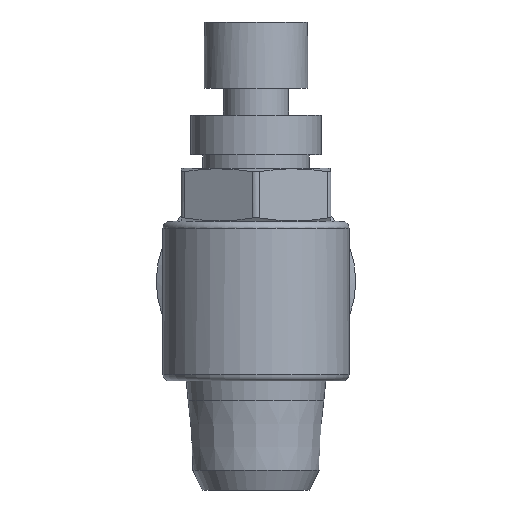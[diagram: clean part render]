
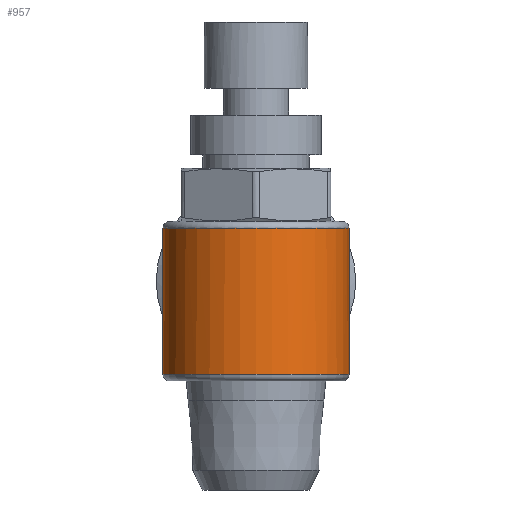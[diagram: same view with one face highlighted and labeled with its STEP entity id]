
A CAD part, left-side view. The second image highlights one B-rep face of the part: STEP entity #957.
In plain terms, the highlighted cylindrical face has radius 7 mm (diameter 14 mm), a full revolution.
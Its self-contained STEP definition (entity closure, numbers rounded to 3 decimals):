
#29=B_SPLINE_CURVE_WITH_KNOTS('',3,(#1393,#1394,#1395,#1396,#1397,#1398,
#1399,#1400,#1401,#1402,#1403,#1404),.UNSPECIFIED.,.F.,.F.,(4,2,2,2,2,4),
(-4.661,-4.486,-3.365,-2.243,
-1.122,-1.011),.UNSPECIFIED.);
#32=B_SPLINE_CURVE_WITH_KNOTS('',3,(#1442,#1443,#1444,#1445,#1446,#1447,
#1448,#1449,#1450,#1451,#1452,#1453),.UNSPECIFIED.,.F.,.F.,(4,2,2,2,2,4),
(18.706,18.817,19.939,21.06,22.182,
22.357),.UNSPECIFIED.);
#33=B_SPLINE_CURVE_WITH_KNOTS('',3,(#1458,#1459,#1460,#1461,#1462,#1463,
#1464,#1465,#1466,#1467,#1468,#1469,#1470,#1471,#1472,#1473,#1474,#1475,
#1476,#1477,#1478,#1479,#1480,#1481,#1482,#1483,#1484,#1485,#1486,#1487,
#1488,#1489,#1490,#1491),.UNSPECIFIED.,.F.,.F.,(4,2,2,2,2,2,2,2,2,2,2,2,
2,2,2,2,4),(1.011,1.122,2.243,3.365,
4.486,5.577,6.667,7.757,8.848,
9.938,11.029,12.119,13.209,14.331,
15.452,16.574,16.685),.UNSPECIFIED.);
#66=CYLINDRICAL_SURFACE('',#1064,7.);
#129=FACE_OUTER_BOUND('',#196,.T.);
#196=EDGE_LOOP('',(#846,#847,#848,#849,#850,#851,#852,#853,#854,#855,#856,
#857,#858,#859));
#222=LINE('',#1354,#273);
#230=LINE('',#1495,#281);
#270=LINE('',#1847,#321);
#273=VECTOR('',#1081,1.);
#281=VECTOR('',#1113,1.);
#321=VECTOR('',#1327,7.);
#322=CIRCLE('',#964,7.);
#323=CIRCLE('',#967,7.);
#330=CIRCLE('',#979,7.);
#331=CIRCLE('',#981,7.);
#367=CIRCLE('',#1063,7.);
#368=CIRCLE('',#1065,7.);
#369=CIRCLE('',#1066,7.);
#371=VERTEX_POINT('',#1342);
#372=VERTEX_POINT('',#1343);
#375=VERTEX_POINT('',#1353);
#377=VERTEX_POINT('',#1361);
#386=VERTEX_POINT('',#1392);
#391=VERTEX_POINT('',#1426);
#392=VERTEX_POINT('',#1441);
#393=VERTEX_POINT('',#1456);
#394=VERTEX_POINT('',#1493);
#395=VERTEX_POINT('',#1494);
#459=VERTEX_POINT('',#1842);
#460=VERTEX_POINT('',#1846);
#461=EDGE_CURVE('',#371,#372,#322,.T.);
#465=EDGE_CURVE('',#372,#375,#222,.T.);
#468=EDGE_CURVE('',#375,#377,#323,.T.);
#480=EDGE_CURVE('',#386,#371,#29,.T.);
#486=EDGE_CURVE('',#392,#391,#32,.T.);
#489=EDGE_CURVE('',#377,#393,#33,.T.);
#490=EDGE_CURVE('',#394,#395,#230,.T.);
#493=EDGE_CURVE('',#393,#394,#330,.T.);
#494=EDGE_CURVE('',#395,#392,#331,.T.);
#593=EDGE_CURVE('',#459,#459,#367,.T.);
#594=EDGE_CURVE('',#459,#460,#270,.T.);
#595=EDGE_CURVE('',#386,#460,#368,.T.);
#596=EDGE_CURVE('',#460,#391,#369,.T.);
#846=ORIENTED_EDGE('',*,*,#593,.F.);
#847=ORIENTED_EDGE('',*,*,#594,.T.);
#848=ORIENTED_EDGE('',*,*,#595,.F.);
#849=ORIENTED_EDGE('',*,*,#480,.T.);
#850=ORIENTED_EDGE('',*,*,#461,.T.);
#851=ORIENTED_EDGE('',*,*,#465,.T.);
#852=ORIENTED_EDGE('',*,*,#468,.T.);
#853=ORIENTED_EDGE('',*,*,#489,.T.);
#854=ORIENTED_EDGE('',*,*,#493,.T.);
#855=ORIENTED_EDGE('',*,*,#490,.T.);
#856=ORIENTED_EDGE('',*,*,#494,.T.);
#857=ORIENTED_EDGE('',*,*,#486,.T.);
#858=ORIENTED_EDGE('',*,*,#596,.F.);
#859=ORIENTED_EDGE('',*,*,#594,.F.);
#957=ADVANCED_FACE('',(#129),#66,.T.);
#964=AXIS2_PLACEMENT_3D('',#1344,#1075,#1076);
#967=AXIS2_PLACEMENT_3D('',#1362,#1085,#1086);
#979=AXIS2_PLACEMENT_3D('',#1499,#1118,#1119);
#981=AXIS2_PLACEMENT_3D('',#1501,#1122,#1123);
#1063=AXIS2_PLACEMENT_3D('',#1844,#1323,#1324);
#1064=AXIS2_PLACEMENT_3D('',#1845,#1325,#1326);
#1065=AXIS2_PLACEMENT_3D('',#1848,#1328,#1329);
#1066=AXIS2_PLACEMENT_3D('',#1849,#1330,#1331);
#1075=DIRECTION('center_axis',(0.,0.,1.));
#1076=DIRECTION('ref_axis',(1.,0.,0.));
#1081=DIRECTION('',(0.,0.,-1.));
#1085=DIRECTION('center_axis',(0.,0.,-1.));
#1086=DIRECTION('ref_axis',(1.,0.,0.));
#1113=DIRECTION('',(0.,0.,1.));
#1118=DIRECTION('center_axis',(0.,0.,-1.));
#1119=DIRECTION('ref_axis',(1.,0.,0.));
#1122=DIRECTION('center_axis',(0.,0.,1.));
#1123=DIRECTION('ref_axis',(1.,0.,0.));
#1323=DIRECTION('center_axis',(0.,0.,-1.));
#1324=DIRECTION('ref_axis',(-1.,0.,0.));
#1325=DIRECTION('center_axis',(0.,0.,-1.));
#1326=DIRECTION('ref_axis',(1.,0.,0.));
#1327=DIRECTION('',(0.,0.,1.));
#1328=DIRECTION('center_axis',(0.,0.,1.));
#1329=DIRECTION('ref_axis',(-1.,0.,0.));
#1330=DIRECTION('center_axis',(0.,0.,1.));
#1331=DIRECTION('ref_axis',(-1.,0.,0.));
#1342=CARTESIAN_POINT('',(4.444,5.408,16.7));
#1343=CARTESIAN_POINT('',(2.598,6.5,16.7));
#1344=CARTESIAN_POINT('Origin',(0.,0.,16.7));
#1353=CARTESIAN_POINT('',(2.598,6.5,14.7));
#1354=CARTESIAN_POINT('',(2.598,6.5,14.2));
#1361=CARTESIAN_POINT('',(4.444,5.408,14.7));
#1362=CARTESIAN_POINT('Origin',(0.,0.,14.7));
#1392=CARTESIAN_POINT('',(5.895,3.775,19.7));
#1393=CARTESIAN_POINT('Ctrl Pts',(5.895,3.775,19.7));
#1394=CARTESIAN_POINT('Ctrl Pts',(5.87,3.814,19.663));
#1395=CARTESIAN_POINT('Ctrl Pts',(5.845,3.852,19.626));
#1396=CARTESIAN_POINT('Ctrl Pts',(5.661,4.128,19.35));
#1397=CARTESIAN_POINT('Ctrl Pts',(5.489,4.352,19.082));
#1398=CARTESIAN_POINT('Ctrl Pts',(5.15,4.748,18.498));
#1399=CARTESIAN_POINT('Ctrl Pts',(4.983,4.921,18.183));
#1400=CARTESIAN_POINT('Ctrl Pts',(4.687,5.203,17.518));
#1401=CARTESIAN_POINT('Ctrl Pts',(4.559,5.313,17.168));
#1402=CARTESIAN_POINT('Ctrl Pts',(4.461,5.395,16.772));
#1403=CARTESIAN_POINT('Ctrl Pts',(4.452,5.402,16.736));
#1404=CARTESIAN_POINT('Ctrl Pts',(4.444,5.408,16.7));
#1426=CARTESIAN_POINT('',(5.895,-3.775,19.7));
#1441=CARTESIAN_POINT('',(4.444,-5.408,16.7));
#1442=CARTESIAN_POINT('Ctrl Pts',(4.444,-5.408,16.7));
#1443=CARTESIAN_POINT('Ctrl Pts',(4.452,-5.402,16.736));
#1444=CARTESIAN_POINT('Ctrl Pts',(4.461,-5.395,16.772));
#1445=CARTESIAN_POINT('Ctrl Pts',(4.559,-5.313,17.168));
#1446=CARTESIAN_POINT('Ctrl Pts',(4.687,-5.203,17.518));
#1447=CARTESIAN_POINT('Ctrl Pts',(4.983,-4.921,18.183));
#1448=CARTESIAN_POINT('Ctrl Pts',(5.15,-4.748,18.498));
#1449=CARTESIAN_POINT('Ctrl Pts',(5.489,-4.352,19.082));
#1450=CARTESIAN_POINT('Ctrl Pts',(5.661,-4.128,19.35));
#1451=CARTESIAN_POINT('Ctrl Pts',(5.845,-3.852,19.626));
#1452=CARTESIAN_POINT('Ctrl Pts',(5.87,-3.814,19.663));
#1453=CARTESIAN_POINT('Ctrl Pts',(5.895,-3.775,19.7));
#1456=CARTESIAN_POINT('',(4.444,-5.408,14.7));
#1458=CARTESIAN_POINT('Ctrl Pts',(4.444,5.408,14.7));
#1459=CARTESIAN_POINT('Ctrl Pts',(4.452,5.402,14.664));
#1460=CARTESIAN_POINT('Ctrl Pts',(4.461,5.395,14.628));
#1461=CARTESIAN_POINT('Ctrl Pts',(4.559,5.313,14.232));
#1462=CARTESIAN_POINT('Ctrl Pts',(4.687,5.203,13.882));
#1463=CARTESIAN_POINT('Ctrl Pts',(4.983,4.921,13.217));
#1464=CARTESIAN_POINT('Ctrl Pts',(5.15,4.748,12.902));
#1465=CARTESIAN_POINT('Ctrl Pts',(5.489,4.352,12.318));
#1466=CARTESIAN_POINT('Ctrl Pts',(5.661,4.128,12.05));
#1467=CARTESIAN_POINT('Ctrl Pts',(5.975,3.657,11.579));
#1468=CARTESIAN_POINT('Ctrl Pts',(6.132,3.392,11.356));
#1469=CARTESIAN_POINT('Ctrl Pts',(6.42,2.81,10.959));
#1470=CARTESIAN_POINT('Ctrl Pts',(6.551,2.491,10.783));
#1471=CARTESIAN_POINT('Ctrl Pts',(6.769,1.817,10.496));
#1472=CARTESIAN_POINT('Ctrl Pts',(6.856,1.461,10.385));
#1473=CARTESIAN_POINT('Ctrl Pts',(6.971,0.734,10.237));
#1474=CARTESIAN_POINT('Ctrl Pts',(7.,0.363,10.2));
#1475=CARTESIAN_POINT('Ctrl Pts',(7.,-0.363,10.2));
#1476=CARTESIAN_POINT('Ctrl Pts',(6.971,-0.734,10.237));
#1477=CARTESIAN_POINT('Ctrl Pts',(6.856,-1.461,10.385));
#1478=CARTESIAN_POINT('Ctrl Pts',(6.769,-1.817,10.496));
#1479=CARTESIAN_POINT('Ctrl Pts',(6.551,-2.491,10.783));
#1480=CARTESIAN_POINT('Ctrl Pts',(6.42,-2.81,10.959));
#1481=CARTESIAN_POINT('Ctrl Pts',(6.132,-3.392,11.356));
#1482=CARTESIAN_POINT('Ctrl Pts',(5.975,-3.657,11.579));
#1483=CARTESIAN_POINT('Ctrl Pts',(5.661,-4.128,12.05));
#1484=CARTESIAN_POINT('Ctrl Pts',(5.489,-4.352,12.318));
#1485=CARTESIAN_POINT('Ctrl Pts',(5.15,-4.748,12.902));
#1486=CARTESIAN_POINT('Ctrl Pts',(4.983,-4.921,13.217));
#1487=CARTESIAN_POINT('Ctrl Pts',(4.687,-5.203,13.882));
#1488=CARTESIAN_POINT('Ctrl Pts',(4.559,-5.313,14.232));
#1489=CARTESIAN_POINT('Ctrl Pts',(4.461,-5.395,14.628));
#1490=CARTESIAN_POINT('Ctrl Pts',(4.452,-5.402,14.664));
#1491=CARTESIAN_POINT('Ctrl Pts',(4.444,-5.408,14.7));
#1493=CARTESIAN_POINT('',(2.598,-6.5,14.7));
#1494=CARTESIAN_POINT('',(2.598,-6.5,16.7));
#1495=CARTESIAN_POINT('',(2.598,-6.5,14.2));
#1499=CARTESIAN_POINT('Origin',(0.,0.,14.7));
#1501=CARTESIAN_POINT('Origin',(0.,0.,16.7));
#1842=CARTESIAN_POINT('',(-7.,0.,8.7));
#1844=CARTESIAN_POINT('Origin',(0.,0.,8.7));
#1845=CARTESIAN_POINT('Origin',(0.,0.,14.2));
#1846=CARTESIAN_POINT('',(-7.,0.,19.7));
#1847=CARTESIAN_POINT('',(-7.,0.,14.2));
#1848=CARTESIAN_POINT('Origin',(0.,0.,19.7));
#1849=CARTESIAN_POINT('Origin',(0.,0.,19.7));
